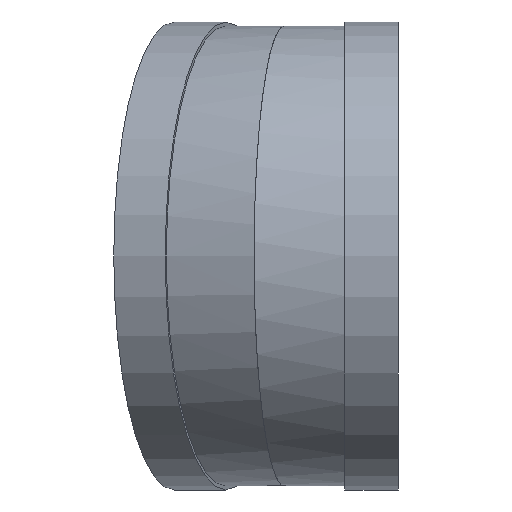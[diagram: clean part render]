
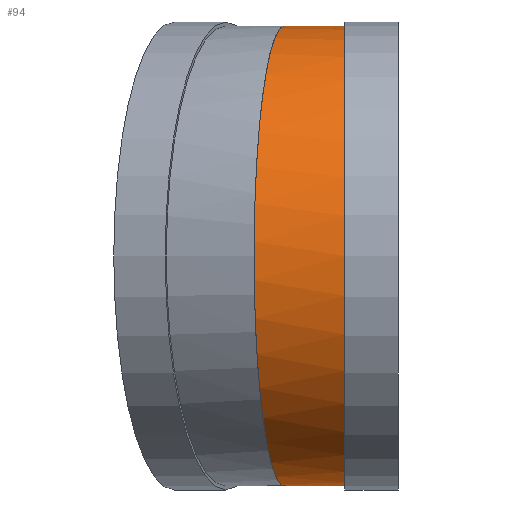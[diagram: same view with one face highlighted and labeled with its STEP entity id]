
A CAD part, left-side view. The second image highlights one B-rep face of the part: STEP entity #94.
In plain terms, the highlighted cylindrical face has radius 280 mm (diameter 560 mm), a full revolution.
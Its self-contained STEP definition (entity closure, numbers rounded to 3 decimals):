
#94 = ADVANCED_FACE( '', ( #174, #175 ), #176, .T. );
#174 = FACE_OUTER_BOUND( '', #252, .T. );
#175 = FACE_OUTER_BOUND( '', #253, .T. );
#176 = CYLINDRICAL_SURFACE( '', #254, 280. );
#252 = EDGE_LOOP( '', ( #330 ) );
#253 = EDGE_LOOP( '', ( #331 ) );
#254 = AXIS2_PLACEMENT_3D( '', #332, #333, #334 );
#330 = ORIENTED_EDGE( '', *, *, #407, .T. );
#331 = ORIENTED_EDGE( '', *, *, #408, .F. );
#332 = CARTESIAN_POINT( '', ( 0., 625., 0. ) );
#333 = DIRECTION( '', ( 0., 1., 0. ) );
#334 = DIRECTION( '', ( 0., 0., -1. ) );
#407 = EDGE_CURVE( '', #449, #449, #450, .T. );
#408 = EDGE_CURVE( '', #451, #451, #452, .T. );
#449 = VERTEX_POINT( '', #497 );
#450 = CIRCLE( '', #498, 280. );
#451 = VERTEX_POINT( '', #499 );
#452 = ELLIPSE( '', #500, 282.416, 280. );
#497 = CARTESIAN_POINT( '', ( 280., 65., 0. ) );
#498 = AXIS2_PLACEMENT_3D( '', #548, #549, #550 );
#499 = CARTESIAN_POINT( '', ( 280., 101.863, 0. ) );
#500 = AXIS2_PLACEMENT_3D( '', #551, #552, #553 );
#548 = CARTESIAN_POINT( '', ( 0., 65., 0. ) );
#549 = DIRECTION( '', ( 0., 1., 0. ) );
#550 = DIRECTION( '', ( 1., 0., 0. ) );
#551 = CARTESIAN_POINT( '', ( 0., 138.725, 0. ) );
#552 = DIRECTION( '', ( 0.131, 0.991, 0. ) );
#553 = DIRECTION( '', ( 0.991, -0.131, 0. ) );
